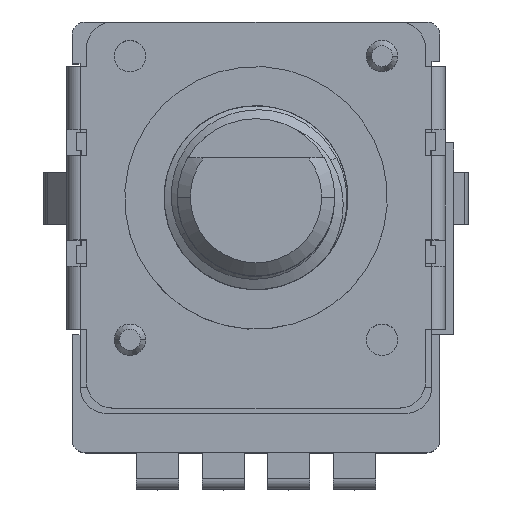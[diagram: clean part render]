
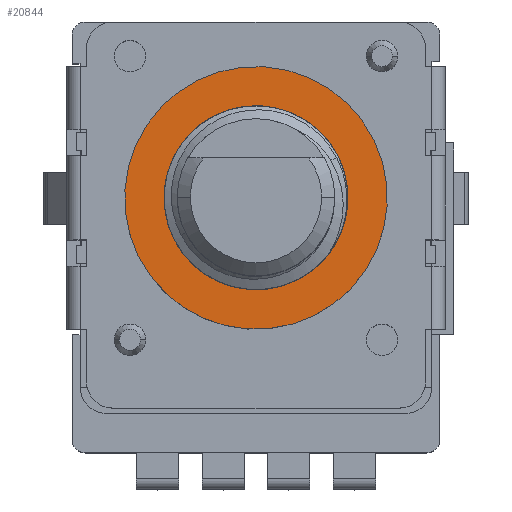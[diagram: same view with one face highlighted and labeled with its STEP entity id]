
A CAD part, top view. The second image highlights one B-rep face of the part: STEP entity #20844.
In plain terms, the highlighted face is planar.
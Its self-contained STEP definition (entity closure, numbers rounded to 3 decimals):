
#19979 = VERTEX_POINT('',#19980);
#19980 = CARTESIAN_POINT('',(5.,0.,0.));
#19986 = EDGE_CURVE('',#19979,#19987,#19989,.T.);
#19987 = VERTEX_POINT('',#19988);
#19988 = CARTESIAN_POINT('',(-5.,0.,0.));
#19989 = CIRCLE('',#19990,5.);
#19990 = AXIS2_PLACEMENT_3D('',#19991,#19992,#19993);
#19991 = CARTESIAN_POINT('',(0.,0.,0.));
#19992 = DIRECTION('',(0.,0.,1.));
#19993 = DIRECTION('',(1.,0.,-0.));
#20238 = VERTEX_POINT('',#20239);
#20239 = CARTESIAN_POINT('',(-3.5,0.,0.));
#20245 = EDGE_CURVE('',#20238,#20246,#20248,.T.);
#20246 = VERTEX_POINT('',#20247);
#20247 = CARTESIAN_POINT('',(3.5,0.,0.));
#20248 = CIRCLE('',#20249,3.5);
#20249 = AXIS2_PLACEMENT_3D('',#20250,#20251,#20252);
#20250 = CARTESIAN_POINT('',(0.,0.,0.));
#20251 = DIRECTION('',(0.,0.,-1.));
#20252 = DIRECTION('',(1.,0.,0.));
#20666 = EDGE_CURVE('',#20246,#20238,#20667,.T.);
#20667 = CIRCLE('',#20668,3.5);
#20668 = AXIS2_PLACEMENT_3D('',#20669,#20670,#20671);
#20669 = CARTESIAN_POINT('',(0.,0.,0.));
#20670 = DIRECTION('',(0.,0.,-1.));
#20671 = DIRECTION('',(1.,0.,0.));
#20844 = ADVANCED_FACE('',(#20845,#20855),#20859,.F.);
#20845 = FACE_BOUND('',#20846,.T.);
#20846 = EDGE_LOOP('',(#20847,#20854));
#20847 = ORIENTED_EDGE('',*,*,#20848,.F.);
#20848 = EDGE_CURVE('',#19987,#19979,#20849,.T.);
#20849 = CIRCLE('',#20850,5.);
#20850 = AXIS2_PLACEMENT_3D('',#20851,#20852,#20853);
#20851 = CARTESIAN_POINT('',(0.,0.,0.));
#20852 = DIRECTION('',(0.,0.,1.));
#20853 = DIRECTION('',(1.,0.,-0.));
#20854 = ORIENTED_EDGE('',*,*,#19986,.F.);
#20855 = FACE_BOUND('',#20856,.T.);
#20856 = EDGE_LOOP('',(#20857,#20858));
#20857 = ORIENTED_EDGE('',*,*,#20666,.F.);
#20858 = ORIENTED_EDGE('',*,*,#20245,.F.);
#20859 = PLANE('',#20860);
#20860 = AXIS2_PLACEMENT_3D('',#20861,#20862,#20863);
#20861 = CARTESIAN_POINT('',(0.,0.,0.));
#20862 = DIRECTION('',(0.,0.,1.));
#20863 = DIRECTION('',(1.,0.,-0.));
